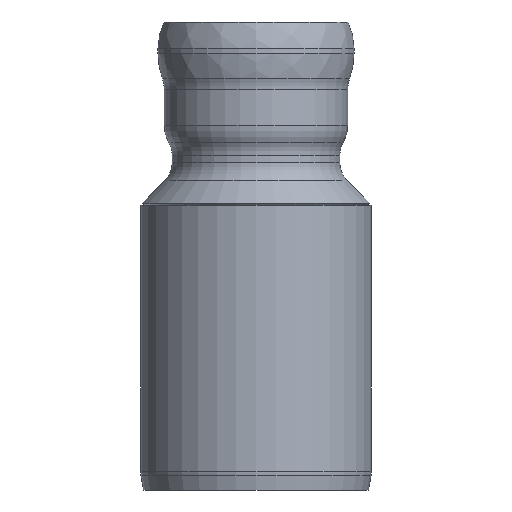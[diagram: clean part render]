
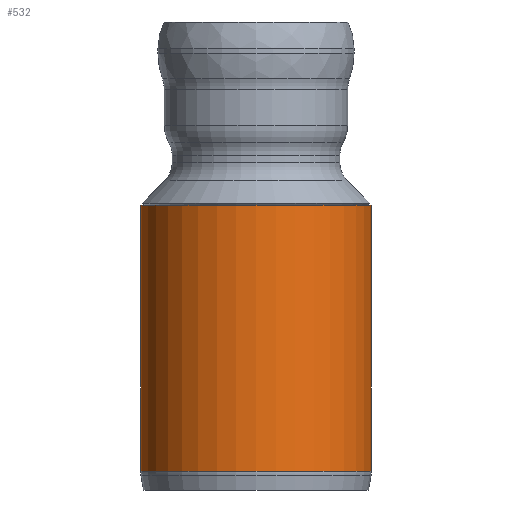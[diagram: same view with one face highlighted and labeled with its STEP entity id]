
A CAD part, front view. The second image highlights one B-rep face of the part: STEP entity #532.
In plain terms, the highlighted cylindrical face has radius 365 mm (diameter 730 mm), a full revolution.
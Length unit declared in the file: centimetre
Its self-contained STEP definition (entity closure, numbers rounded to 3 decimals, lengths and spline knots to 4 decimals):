
#29=CYLINDRICAL_SURFACE('',#628,36.5);
#55=LINE('',#1099,#69);
#69=VECTOR('',#830,36.5);
#106=FACE_OUTER_BOUND('',#141,.T.);
#141=EDGE_LOOP('',(#485,#486,#487,#488,#489));
#192=CIRCLE('',#605,36.5);
#196=CIRCLE('',#609,36.5);
#205=CIRCLE('',#624,36.5);
#244=VERTEX_POINT('',#1057);
#245=VERTEX_POINT('',#1058);
#255=VERTEX_POINT('',#1090);
#315=EDGE_CURVE('',#244,#245,#192,.T.);
#319=EDGE_CURVE('',#245,#244,#196,.T.);
#331=EDGE_CURVE('',#255,#255,#205,.T.);
#335=EDGE_CURVE('',#255,#244,#55,.T.);
#485=ORIENTED_EDGE('',*,*,#331,.F.);
#486=ORIENTED_EDGE('',*,*,#335,.T.);
#487=ORIENTED_EDGE('',*,*,#319,.F.);
#488=ORIENTED_EDGE('',*,*,#315,.F.);
#489=ORIENTED_EDGE('',*,*,#335,.F.);
#532=ADVANCED_FACE('',(#106),#29,.T.);
#605=AXIS2_PLACEMENT_3D('',#1059,#778,#779);
#609=AXIS2_PLACEMENT_3D('',#1065,#786,#787);
#624=AXIS2_PLACEMENT_3D('',#1091,#819,#820);
#628=AXIS2_PLACEMENT_3D('',#1098,#828,#829);
#778=DIRECTION('center_axis',(0.,0.,-1.));
#779=DIRECTION('ref_axis',(1.,0.,0.));
#786=DIRECTION('center_axis',(0.,0.,-1.));
#787=DIRECTION('ref_axis',(1.,0.,0.));
#819=DIRECTION('center_axis',(0.,0.,1.));
#820=DIRECTION('ref_axis',(0.,1.,0.));
#828=DIRECTION('center_axis',(0.,0.,1.));
#829=DIRECTION('ref_axis',(-1.,0.,0.));
#830=DIRECTION('',(0.,0.,-1.));
#1057=CARTESIAN_POINT('',(100.8227,165.0654,-86.0782));
#1058=CARTESIAN_POINT('',(64.3227,201.5654,-86.0782));
#1059=CARTESIAN_POINT('Origin',(64.3227,165.0654,-86.0782));
#1065=CARTESIAN_POINT('Origin',(64.3227,165.0654,-86.0782));
#1090=CARTESIAN_POINT('',(100.8227,165.0654,-2.));
#1091=CARTESIAN_POINT('Origin',(64.3227,165.0654,-2.));
#1098=CARTESIAN_POINT('Origin',(64.3227,165.0654,-57.4443));
#1099=CARTESIAN_POINT('',(100.8227,165.0654,-57.4443));
